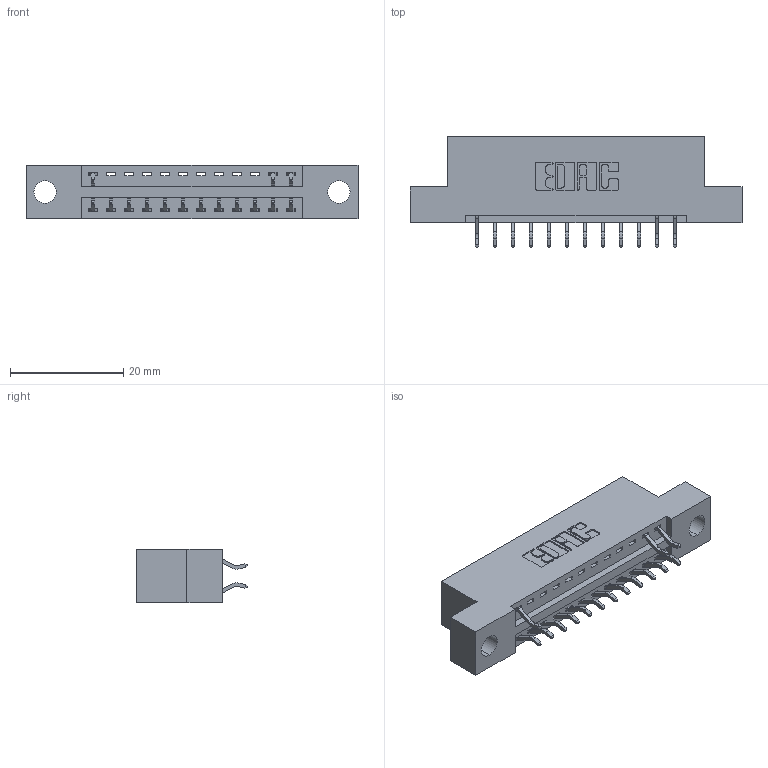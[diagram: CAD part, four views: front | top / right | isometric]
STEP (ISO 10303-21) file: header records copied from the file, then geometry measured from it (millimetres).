
FILE_DESCRIPTION (( 'STEP AP203' ), '1' );
FILE_NAME ('346-024-556-204.STEP', '2018-08-21T04:13:07', ( '' ), ( '' ), 'SwSTEP 2.0', 'SolidWorks 2016', '' );
FILE_SCHEMA (( 'CONFIG_CONTROL_DESIGN' ));
Length unit declared in the file: inch
Products named in the file (3): 346-024-556-204; 346 Part_Flush Mounting Lugs - 0.156 Dia-TH; 345-292-001_556 Tail
Assembly tree (16 placements, depth 2):
  346-024-556-204
    346 Part_Flush Mounting Lugs - 0.156 Dia-TH
    345-292-001_556 Tail  x15
Bounding box: 58.67 x 19.57 x 9.4 mm (x, y, z)
Volume: 5319 mm3; surface area: 6172.1 mm2
Topology: 16 solids, 16 shells, 1046 faces, 3113 edges, 2054 vertices
Faces by surface type: plane 706, cylinder 340
Entity records: 11805 total; most frequent: CARTESIAN_POINT 2039, ORIENTED_EDGE 1970, DIRECTION 1827, EDGE_CURVE 985, VECTOR 797, LINE 797, VERTEX_POINT 654, AXIS2_PLACEMENT_3D 515
